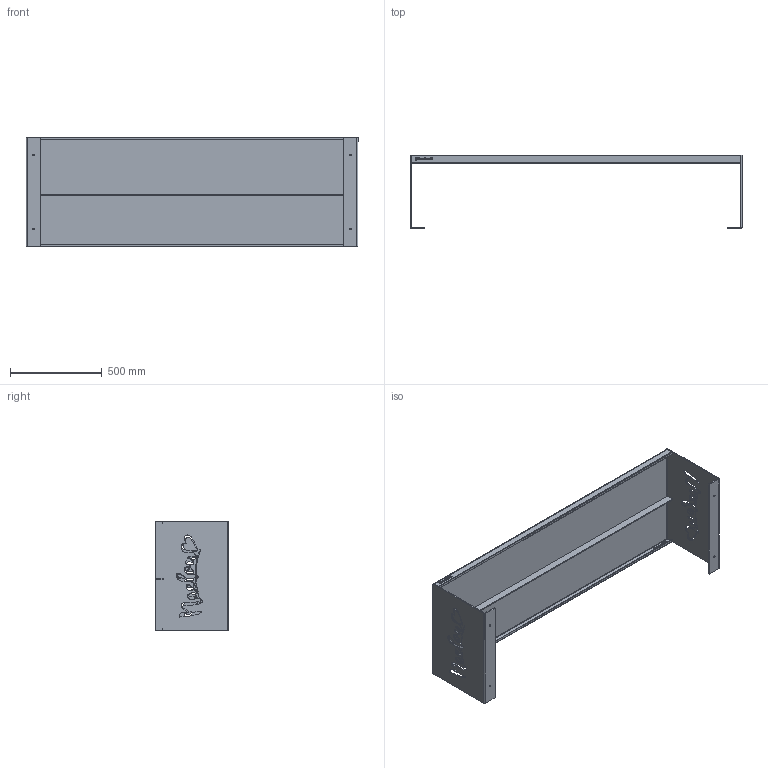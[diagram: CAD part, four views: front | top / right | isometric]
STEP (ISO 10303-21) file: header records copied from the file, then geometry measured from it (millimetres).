
FILE_DESCRIPTION (( 'STEP AP214' ), '1' );
FILE_NAME ('KLD_Design_Banc_Naelou_3p_2020.STEP', '2021-06-08T12:39:51', ( '' ), ( '' ), 'SwSTEP 2.0', 'SolidWorks 2017', '' );
FILE_SCHEMA (( 'AUTOMOTIVE_DESIGN' ));
Length unit declared in the file: millimetre
Products named in the file (4): Assise; KLD_Design_Banc_Naelou_3p_2020; Traverse; Pied
Assembly tree (4 placements, depth 2):
  KLD_Design_Banc_Naelou_3p_2020
    Assise
    Pied  x2
    Traverse
Bounding box: 1812 x 400 x 600 mm (x, y, z)
Volume: 6168902.1 mm3; surface area: 3832836.3 mm2
Topology: 4 solids, 4 shells, 870 faces, 2540 edges, 1678 vertices
Faces by surface type: bspline 676, plane 174, cylinder 20
Entity records: 26481 total; most frequent: CARTESIAN_POINT 11344, ORIENTED_EDGE 4106, EDGE_CURVE 2053, DIRECTION 1359, VERTEX_POINT 1356, B_SPLINE_CURVE_WITH_KNOTS 1072, VECTOR 953, LINE 953
